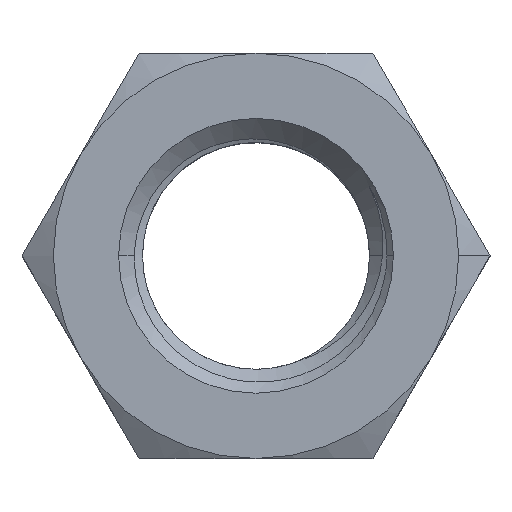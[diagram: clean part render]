
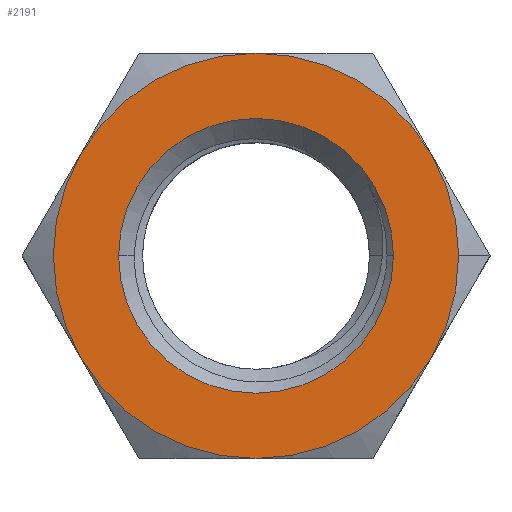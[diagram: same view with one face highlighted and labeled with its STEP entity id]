
A CAD part, top view. The second image highlights one B-rep face of the part: STEP entity #2191.
In plain terms, the highlighted planar face has unit normal (0, 0, 1).
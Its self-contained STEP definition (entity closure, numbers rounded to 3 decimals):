
#36 = CARTESIAN_POINT ( 'NONE',  ( 27.5, 0., 29. ) ) ;
#37 = VERTEX_POINT ( 'NONE', #1344 ) ;
#41 = EDGE_LOOP ( 'NONE', ( #120, #987 ) ) ;
#88 = DIRECTION ( 'NONE',  ( 1., 0., 0. ) ) ;
#120 = ORIENTED_EDGE ( 'NONE', *, *, #2608, .T. ) ;
#130 = CIRCLE ( 'NONE', #2212, 27.5 ) ;
#210 = DIRECTION ( 'NONE',  ( 1., 0., 0. ) ) ;
#314 = AXIS2_PLACEMENT_3D ( 'NONE', #981, #2550, #88 ) ;
#323 = CARTESIAN_POINT ( 'NONE',  ( 0., 0., 29. ) ) ;
#346 = CIRCLE ( 'NONE', #314, 27.5 ) ;
#357 = FACE_BOUND ( 'NONE', #41, .T. ) ;
#440 = CIRCLE ( 'NONE', #629, 27.5 ) ;
#456 = DIRECTION ( 'NONE',  ( 0., 0., 1. ) ) ;
#489 = CARTESIAN_POINT ( 'NONE',  ( 0., -27.5, 29. ) ) ;
#493 = DIRECTION ( 'NONE',  ( 0., 0., 1. ) ) ;
#531 = VERTEX_POINT ( 'NONE', #2400 ) ;
#535 = DIRECTION ( 'NONE',  ( 0., 0., 1. ) ) ;
#608 = AXIS2_PLACEMENT_3D ( 'NONE', #1602, #493, #2298 ) ;
#629 = AXIS2_PLACEMENT_3D ( 'NONE', #323, #535, #991 ) ;
#637 = ORIENTED_EDGE ( 'NONE', *, *, #741, .T. ) ;
#702 = DIRECTION ( 'NONE',  ( 0., 0., -1. ) ) ;
#741 = EDGE_CURVE ( 'NONE', #953, #531, #130, .T. ) ;
#752 = EDGE_CURVE ( 'NONE', #2356, #1371, #1087, .T. ) ;
#857 = AXIS2_PLACEMENT_3D ( 'NONE', #1198, #1640, #2777 ) ;
#928 = CIRCLE ( 'NONE', #608, 27.5 ) ;
#931 = CARTESIAN_POINT ( 'NONE',  ( 18.65, 0., 29. ) ) ;
#953 = VERTEX_POINT ( 'NONE', #1151 ) ;
#981 = CARTESIAN_POINT ( 'NONE',  ( 0., 0., 29. ) ) ;
#987 = ORIENTED_EDGE ( 'NONE', *, *, #1009, .T. ) ;
#991 = DIRECTION ( 'NONE',  ( 1., 0., 0. ) ) ;
#1009 = EDGE_CURVE ( 'NONE', #37, #1883, #1911, .T. ) ;
#1019 = VERTEX_POINT ( 'NONE', #489 ) ;
#1087 = CIRCLE ( 'NONE', #2365, 27.5 ) ;
#1125 = CARTESIAN_POINT ( 'NONE',  ( 0., 0., 29. ) ) ;
#1151 = CARTESIAN_POINT ( 'NONE',  ( -23.816, 13.75, 29. ) ) ;
#1164 = CARTESIAN_POINT ( 'NONE',  ( 23.816, -13.75, 29. ) ) ;
#1169 = EDGE_CURVE ( 'NONE', #531, #1019, #346, .T. ) ;
#1198 = CARTESIAN_POINT ( 'NONE',  ( 0., 0., 29. ) ) ;
#1226 = CARTESIAN_POINT ( 'NONE',  ( 23.816, 13.75, 29. ) ) ;
#1257 = AXIS2_PLACEMENT_3D ( 'NONE', #2243, #702, #2924 ) ;
#1259 = CIRCLE ( 'NONE', #1257, 18.65 ) ;
#1344 = CARTESIAN_POINT ( 'NONE',  ( -18.65, 0., 29. ) ) ;
#1371 = VERTEX_POINT ( 'NONE', #36 ) ;
#1440 = DIRECTION ( 'NONE',  ( 1., 0., 0. ) ) ;
#1455 = EDGE_CURVE ( 'NONE', #2069, #2848, #928, .T. ) ;
#1503 = ORIENTED_EDGE ( 'NONE', *, *, #1903, .T. ) ;
#1545 = CARTESIAN_POINT ( 'NONE',  ( 0., 0., 29. ) ) ;
#1590 = CARTESIAN_POINT ( 'NONE',  ( 0., 0., 29. ) ) ;
#1602 = CARTESIAN_POINT ( 'NONE',  ( 0., 0., 29. ) ) ;
#1606 = CARTESIAN_POINT ( 'NONE',  ( 0., 0., 29. ) ) ;
#1640 = DIRECTION ( 'NONE',  ( 0., 0., -1. ) ) ;
#1659 = CARTESIAN_POINT ( 'NONE',  ( 0., 0., 29. ) ) ;
#1688 = FACE_OUTER_BOUND ( 'NONE', #2525, .T. ) ;
#1770 = DIRECTION ( 'NONE',  ( 1., 0., 0. ) ) ;
#1851 = DIRECTION ( 'NONE',  ( 1., 0., 0. ) ) ;
#1883 = VERTEX_POINT ( 'NONE', #931 ) ;
#1903 = EDGE_CURVE ( 'NONE', #2848, #953, #440, .T. ) ;
#1911 = CIRCLE ( 'NONE', #857, 18.65 ) ;
#1930 = EDGE_CURVE ( 'NONE', #1019, #2356, #2758, .T. ) ;
#1946 = ORIENTED_EDGE ( 'NONE', *, *, #1455, .T. ) ;
#2016 = AXIS2_PLACEMENT_3D ( 'NONE', #1659, #2098, #1440 ) ;
#2062 = PLANE ( 'NONE',  #2538 ) ;
#2069 = VERTEX_POINT ( 'NONE', #1226 ) ;
#2081 = AXIS2_PLACEMENT_3D ( 'NONE', #1606, #2526, #2748 ) ;
#2087 = CIRCLE ( 'NONE', #2081, 27.5 ) ;
#2098 = DIRECTION ( 'NONE',  ( 0., 0., 1. ) ) ;
#2191 = ADVANCED_FACE ( 'NONE', ( #357, #1688 ), #2062, .T. ) ;
#2212 = AXIS2_PLACEMENT_3D ( 'NONE', #1125, #2933, #210 ) ;
#2243 = CARTESIAN_POINT ( 'NONE',  ( 0., 0., 29. ) ) ;
#2298 = DIRECTION ( 'NONE',  ( 1., 0., 0. ) ) ;
#2305 = ORIENTED_EDGE ( 'NONE', *, *, #1930, .T. ) ;
#2356 = VERTEX_POINT ( 'NONE', #1164 ) ;
#2365 = AXIS2_PLACEMENT_3D ( 'NONE', #1545, #456, #1770 ) ;
#2400 = CARTESIAN_POINT ( 'NONE',  ( -23.816, -13.75, 29. ) ) ;
#2507 = ORIENTED_EDGE ( 'NONE', *, *, #752, .T. ) ;
#2518 = DIRECTION ( 'NONE',  ( 0., 0., 1. ) ) ;
#2525 = EDGE_LOOP ( 'NONE', ( #2507, #2756, #1946, #1503, #637, #2731, #2305 ) ) ;
#2526 = DIRECTION ( 'NONE',  ( 0., 0., 1. ) ) ;
#2538 = AXIS2_PLACEMENT_3D ( 'NONE', #1590, #2518, #1851 ) ;
#2550 = DIRECTION ( 'NONE',  ( 0., 0., 1. ) ) ;
#2608 = EDGE_CURVE ( 'NONE', #1883, #37, #1259, .T. ) ;
#2715 = CARTESIAN_POINT ( 'NONE',  ( 0., 27.5, 29. ) ) ;
#2731 = ORIENTED_EDGE ( 'NONE', *, *, #1169, .T. ) ;
#2739 = EDGE_CURVE ( 'NONE', #1371, #2069, #2087, .T. ) ;
#2748 = DIRECTION ( 'NONE',  ( 1., 0., 0. ) ) ;
#2756 = ORIENTED_EDGE ( 'NONE', *, *, #2739, .T. ) ;
#2758 = CIRCLE ( 'NONE', #2016, 27.5 ) ;
#2777 = DIRECTION ( 'NONE',  ( 1., 0., 0. ) ) ;
#2848 = VERTEX_POINT ( 'NONE', #2715 ) ;
#2924 = DIRECTION ( 'NONE',  ( 1., 0., 0. ) ) ;
#2933 = DIRECTION ( 'NONE',  ( 0., 0., 1. ) ) ;
